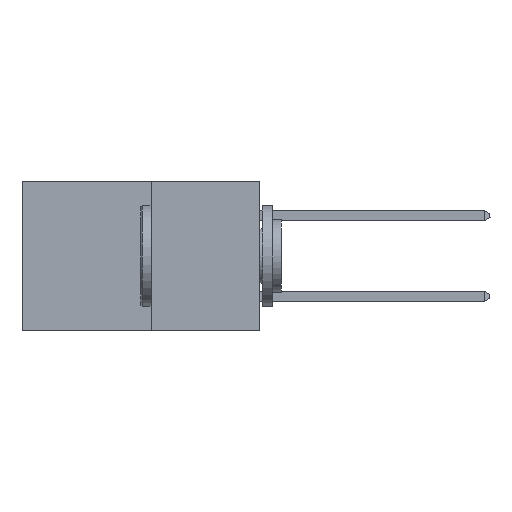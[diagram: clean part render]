
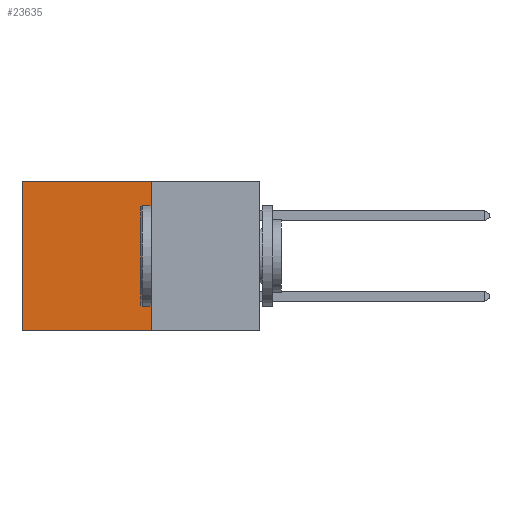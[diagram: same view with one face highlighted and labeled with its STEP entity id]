
A CAD part, left-side view. The second image highlights one B-rep face of the part: STEP entity #23635.
In plain terms, the highlighted planar face has unit normal (-1, 0, 0).
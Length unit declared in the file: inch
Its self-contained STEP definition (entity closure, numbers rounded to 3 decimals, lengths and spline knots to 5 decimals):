
#465 = CARTESIAN_POINT ( 'NONE',  ( 0.277, 0.27, 0. ) ) ;
#485 = EDGE_CURVE ( 'NONE', #27792, #18624, #20798, .T. ) ;
#802 = LINE ( 'NONE', #5427, #20850 ) ;
#2704 = ORIENTED_EDGE ( 'NONE', *, *, #9459, .T. ) ;
#3333 = EDGE_CURVE ( 'NONE', #24519, #19534, #17151, .T. ) ;
#5427 = CARTESIAN_POINT ( 'NONE',  ( 0.277, 0.59, -0.37 ) ) ;
#5878 = EDGE_CURVE ( 'NONE', #27792, #24519, #30371, .T. ) ;
#9390 = DIRECTION ( 'NONE',  ( 0., 0., -1. ) ) ;
#9459 = EDGE_CURVE ( 'NONE', #18624, #19534, #802, .T. ) ;
#9699 = CARTESIAN_POINT ( 'NONE',  ( 0.277, 0.27, -0.37 ) ) ;
#9774 = DIRECTION ( 'NONE',  ( 0., 1., 0. ) ) ;
#9958 = VECTOR ( 'NONE', #12299, 39.37008 ) ;
#10580 = DIRECTION ( 'NONE',  ( 0., 0., -1. ) ) ;
#12299 = DIRECTION ( 'NONE',  ( 0., 1., 0. ) ) ;
#12986 = CARTESIAN_POINT ( 'NONE',  ( 0.277, 0.27, -0.37 ) ) ;
#15247 = CARTESIAN_POINT ( 'NONE',  ( 0.277, 0.27, -0.37 ) ) ;
#16987 = ORIENTED_EDGE ( 'NONE', *, *, #485, .T. ) ;
#17151 = LINE ( 'NONE', #12986, #9958 ) ;
#18565 = CARTESIAN_POINT ( 'NONE',  ( 0.277, 0.59, 0. ) ) ;
#18624 = VERTEX_POINT ( 'NONE', #18565 ) ;
#19129 = CARTESIAN_POINT ( 'NONE',  ( 0.277, 0.59, -0.37 ) ) ;
#19240 = CARTESIAN_POINT ( 'NONE',  ( 0.277, 0.27, 0. ) ) ;
#19534 = VERTEX_POINT ( 'NONE', #19129 ) ;
#20792 = EDGE_LOOP ( 'NONE', ( #2704, #27853, #21616, #16987 ) ) ;
#20798 = LINE ( 'NONE', #19240, #33994 ) ;
#20850 = VECTOR ( 'NONE', #32448, 39.37008 ) ;
#21412 = PLANE ( 'NONE',  #22557 ) ;
#21616 = ORIENTED_EDGE ( 'NONE', *, *, #5878, .F. ) ;
#22557 = AXIS2_PLACEMENT_3D ( 'NONE', #24085, #26724, #10580 ) ;
#23401 = VECTOR ( 'NONE', #9390, 39.37008 ) ;
#23635 = ADVANCED_FACE ( 'NONE', ( #31480 ), #21412, .F. ) ;
#24085 = CARTESIAN_POINT ( 'NONE',  ( 0.277, 0.27, -0.37 ) ) ;
#24519 = VERTEX_POINT ( 'NONE', #15247 ) ;
#26724 = DIRECTION ( 'NONE',  ( 1., 0., 0. ) ) ;
#27792 = VERTEX_POINT ( 'NONE', #465 ) ;
#27853 = ORIENTED_EDGE ( 'NONE', *, *, #3333, .F. ) ;
#30371 = LINE ( 'NONE', #9699, #23401 ) ;
#31480 = FACE_OUTER_BOUND ( 'NONE', #20792, .T. ) ;
#32448 = DIRECTION ( 'NONE',  ( 0., 0., -1. ) ) ;
#33994 = VECTOR ( 'NONE', #9774, 39.37008 ) ;
